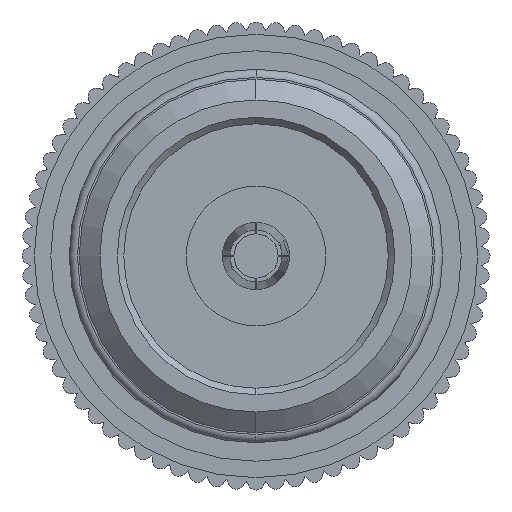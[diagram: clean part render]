
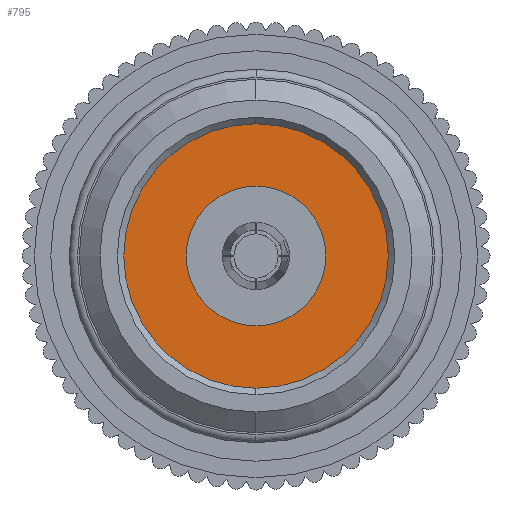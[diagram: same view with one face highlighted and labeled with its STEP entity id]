
A CAD part, left-side view. The second image highlights one B-rep face of the part: STEP entity #795.
In plain terms, the highlighted face is planar.
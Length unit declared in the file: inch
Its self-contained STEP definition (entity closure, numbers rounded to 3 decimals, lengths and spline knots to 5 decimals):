
#795 = ADVANCED_FACE ( 'NONE', ( #9797, #9783 ), #9790, .T. ) ;
#797 = ORIENTED_EDGE ( 'NONE', *, *, #6672, .T. ) ;
#801 = EDGE_LOOP ( 'NONE', ( #808, #809 ) ) ;
#803 = EDGE_CURVE ( 'NONE', #5684, #5728, #9831, .T. ) ;
#805 = ORIENTED_EDGE ( 'NONE', *, *, #803, .T. ) ;
#806 = EDGE_CURVE ( 'NONE', #5653, #5697, #9823, .T. ) ;
#808 = ORIENTED_EDGE ( 'NONE', *, *, #806, .F. ) ;
#809 = ORIENTED_EDGE ( 'NONE', *, *, #6625, .F. ) ;
#869 = EDGE_LOOP ( 'NONE', ( #805, #797 ) ) ;
#5653 = VERTEX_POINT ( 'NONE', #11593 ) ;
#5684 = VERTEX_POINT ( 'NONE', #11588 ) ;
#5697 = VERTEX_POINT ( 'NONE', #11592 ) ;
#5728 = VERTEX_POINT ( 'NONE', #11655 ) ;
#6625 = EDGE_CURVE ( 'NONE', #5697, #5653, #13085, .T. ) ;
#6672 = EDGE_CURVE ( 'NONE', #5728, #5684, #13244, .T. ) ;
#9773 = DIRECTION ( 'NONE',  ( 0., 0., -1. ) ) ;
#9774 = DIRECTION ( 'NONE',  ( 1., 0., 0. ) ) ;
#9776 = AXIS2_PLACEMENT_3D ( 'NONE', #9826, #9825, #9824 ) ;
#9778 = CARTESIAN_POINT ( 'NONE',  ( 0.1089, 0., 0. ) ) ;
#9783 = FACE_BOUND ( 'NONE', #801, .T. ) ;
#9790 = PLANE ( 'NONE',  #9802 ) ;
#9797 = FACE_OUTER_BOUND ( 'NONE', #869, .T. ) ;
#9802 = AXIS2_PLACEMENT_3D ( 'NONE', #9778, #9774, #9773 ) ;
#9817 = DIRECTION ( 'NONE',  ( 0., 0., -1. ) ) ;
#9818 = DIRECTION ( 'NONE',  ( 1., 0., 0. ) ) ;
#9819 = CARTESIAN_POINT ( 'NONE',  ( 0.1089, 0., 0. ) ) ;
#9820 = AXIS2_PLACEMENT_3D ( 'NONE', #9819, #9818, #9817 ) ;
#9823 = CIRCLE ( 'NONE', #9820, 0.08504 ) ;
#9824 = DIRECTION ( 'NONE',  ( 0., 0., -1. ) ) ;
#9825 = DIRECTION ( 'NONE',  ( 1., 0., 0. ) ) ;
#9826 = CARTESIAN_POINT ( 'NONE',  ( 0.1089, 0., 0. ) ) ;
#9831 = CIRCLE ( 'NONE', #9776, 0.161 ) ;
#11368 = DIRECTION ( 'NONE',  ( 1., 0., 0. ) ) ;
#11588 = CARTESIAN_POINT ( 'NONE',  ( 0.1089, 0., -0.161 ) ) ;
#11592 = CARTESIAN_POINT ( 'NONE',  ( 0.1089, 0., -0.08504 ) ) ;
#11593 = CARTESIAN_POINT ( 'NONE',  ( 0.1089, 0., 0.08504 ) ) ;
#11614 = DIRECTION ( 'NONE',  ( 0., 0., -1. ) ) ;
#11655 = CARTESIAN_POINT ( 'NONE',  ( 0.1089, 0., 0.161 ) ) ;
#13085 = CIRCLE ( 'NONE', #13107, 0.08504 ) ;
#13107 = AXIS2_PLACEMENT_3D ( 'NONE', #13110, #11368, #11614 ) ;
#13110 = CARTESIAN_POINT ( 'NONE',  ( 0.1089, 0., 0. ) ) ;
#13236 = DIRECTION ( 'NONE',  ( 0., 0., -1. ) ) ;
#13237 = DIRECTION ( 'NONE',  ( 1., 0., 0. ) ) ;
#13244 = CIRCLE ( 'NONE', #13249, 0.161 ) ;
#13249 = AXIS2_PLACEMENT_3D ( 'NONE', #13252, #13237, #13236 ) ;
#13252 = CARTESIAN_POINT ( 'NONE',  ( 0.1089, 0., 0. ) ) ;
